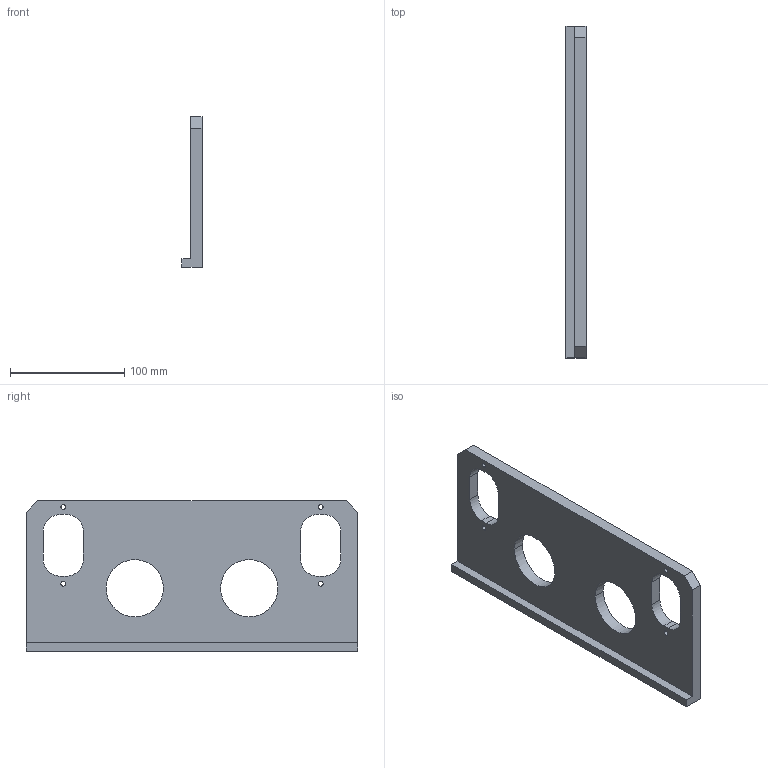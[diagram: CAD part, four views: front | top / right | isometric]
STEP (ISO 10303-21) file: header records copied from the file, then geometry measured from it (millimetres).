
FILE_DESCRIPTION((''),'2;1');
FILE_NAME('220613_PUNTO_DI_PRESA_ROBOT','2022-06-29T10:54:51',('HP'),(''),'CREO PARAMETRIC BY PTC INC, 2021404','CREO PARAMETRIC BY PTC INC, 2021404','');
FILE_SCHEMA(('AP203_CONFIGURATION_CONTROLLED_3D_DESIGN_OF_MECHANICAL_PARTS_AND_ASSEMBLIES_MIM_LF { 1 0 10303 403 2 1 2 }'));
Length unit declared in the file: millimetre
Products named in the file (1): 220613_PUNTO_DI_PRESA_ROBOT
Bounding box: 17.5 x 290 x 131.55 mm (x, y, z)
Volume: 323063.5 mm3; surface area: 80832.6 mm2
Topology: 1 solids, 1 shells, 38 faces, 108 edges, 72 vertices
Faces by surface type: cylinder 20, plane 18
Entity records: 1774 total; most frequent: DIRECTION 224, CARTESIAN_POINT 220, ORIENTED_EDGE 216, PRESENTATION_STYLE_ASSIGNMENT 109, STYLED_ITEM 109, CURVE_STYLE 108, EDGE_CURVE 108, COLOUR_RGB 107
